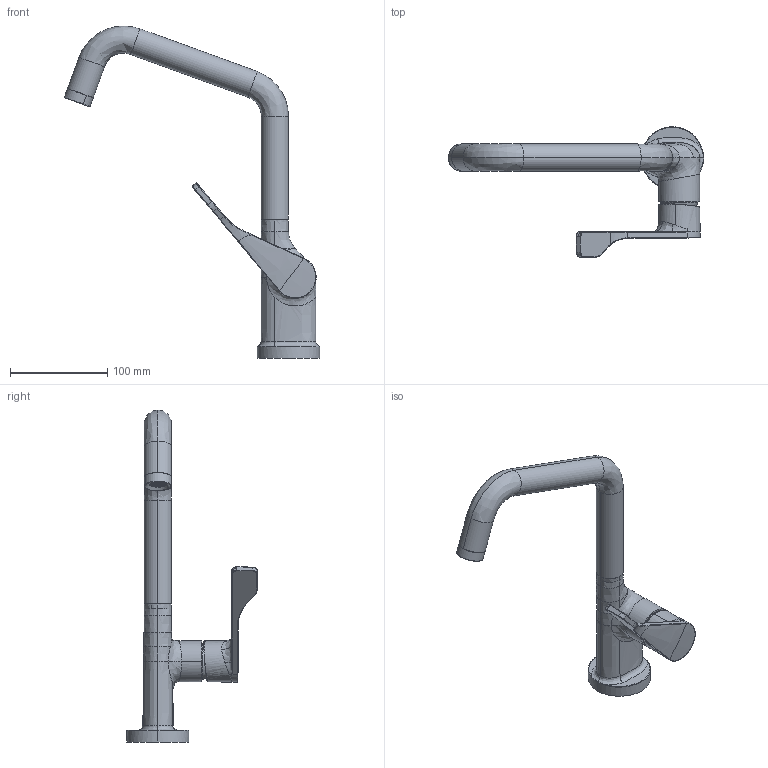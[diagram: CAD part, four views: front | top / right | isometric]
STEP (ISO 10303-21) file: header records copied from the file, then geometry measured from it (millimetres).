
FILE_DESCRIPTION(('CAx-IF Rec.Pracs.---Model Styling and Organization---1.2---2011-12-15','CAx-IF Rec.Pracs.---Geometric and Assembly Validation Properties---4.1---2014-06-16','CAx-IF Rec.Pracs.---PMI Polyline Presentation---2.0---2013-05-24'),'2;1');
FILE_NAME('1000098205_PPR_000.stp','2017-02-10T13:18:51+01:00',(''),(''),'STEP Interface 4.0.1101 by CT CoreTechnologie','3D_Evolution4.0.1101 by CT CoreTechnologie','');
FILE_SCHEMA(('AP203_CONFIGURATION_CONTROLLED_3D_DESIGN_OF_MECHANICAL_PARTS_AND_ASSEMBLIES_MIM_LF'));
Length unit declared in the file: millimetre
Products named in the file (12): P_2 AX Spültischmischer Citterio 1000098205_PPR_000_A0; P_2 GK-KHM-Variarc-Citterio 1000098200_PPA_000_A0; P_2 Rosette WTM Uno Piccolo 1000084706_PPA_000_A0; P_2 Griff KHM Citterio 1000098202_PPA_000_A0; Griffstopfen WTM Uno Piccolo 1000000801_PPA_000_A0; P_2 Schwenkschaft kpl. Variarc 1000098209_PPR_000_A0; P_2 Schwenkschaft KHM Festauslauf Citter 1000098208_PPA_000_A0; P_2 Auslaufrohr kpl KHM Festauslauf Citt 1000095839_PPR_000_A0; P_2 Auslaufrohr KHM Festauslauf Citterio 1000095838_PPA_000_A0; Blechschraube DIN7983-ST2,9x6,5-F-A2 1000010848_PPA_000_A0; Perlatorhuelse Starck M24x1 1000000101_PPA_000_A0; SR_STD_SC_A-air_hellblau 1000061925_PPA_000_A0
Assembly tree (11 placements, depth 3):
  P_2 AX Spültischmischer Citterio 1000098205_PPR_000_A0
    P_2 GK-KHM-Variarc-Citterio 1000098200_PPA_000_A0
    P_2 Rosette WTM Uno Piccolo 1000084706_PPA_000_A0
    P_2 Griff KHM Citterio 1000098202_PPA_000_A0
    Griffstopfen WTM Uno Piccolo 1000000801_PPA_000_A0
    P_2 Schwenkschaft kpl. Variarc 1000098209_PPR_000_A0
      P_2 Schwenkschaft KHM Festauslauf Citter 1000098208_PPA_000_A0
    P_2 Auslaufrohr kpl KHM Festauslauf Citt 1000095839_PPR_000_A0
      P_2 Auslaufrohr KHM Festauslauf Citterio 1000095838_PPA_000_A0
    Blechschraube DIN7983-ST2,9x6,5-F-A2 1000010848_PPA_000_A0
    Perlatorhuelse Starck M24x1 1000000101_PPA_000_A0
    SR_STD_SC_A-air_hellblau 1000061925_PPA_000_A0
Bounding box: 262.43 x 134.2 x 341.5 mm (x, y, z)
Volume: 544111 mm3; surface area: 86818.8 mm2
Topology: 9 solids, 9 shells, 1113 faces, 2945 edges, 1854 vertices
Faces by surface type: plane 487, cylinder 371, bspline 255
Entity records: 63125 total; most frequent: CARTESIAN_POINT 23498, ORIENTED_EDGE 5886, DIRECTION 5640, EDGE_CURVE 2943, AXIS2_PLACEMENT_3D 1992, VERTEX_POINT 1854, VECTOR 1656, LINE 1656
